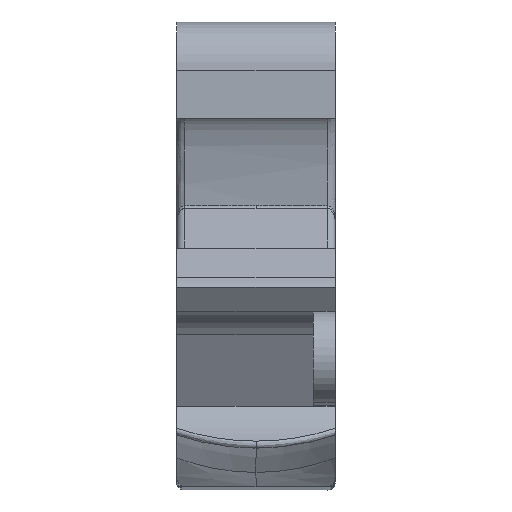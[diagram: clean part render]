
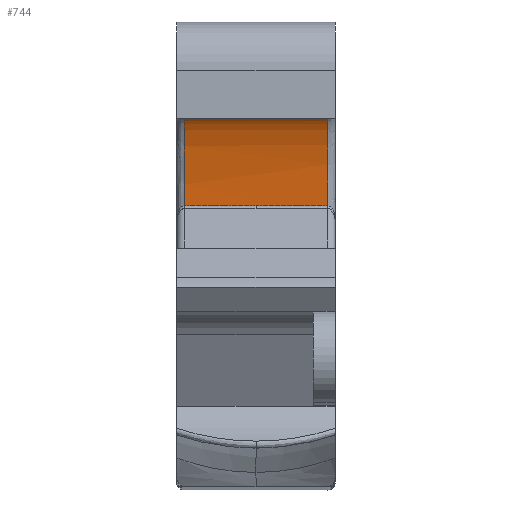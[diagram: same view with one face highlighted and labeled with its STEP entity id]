
A CAD part, top view. The second image highlights one B-rep face of the part: STEP entity #744.
In plain terms, the highlighted free-form (B-spline) face has degree [5, 1] with [16, 2] control points.
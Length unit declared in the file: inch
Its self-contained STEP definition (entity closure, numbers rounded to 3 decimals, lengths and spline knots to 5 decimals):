
#17=(
BOUNDED_SURFACE()
B_SPLINE_SURFACE(5,1,((#2748,#2749),(#2750,#2751),(#2752,#2753),(#2754,
#2755),(#2756,#2757),(#2758,#2759),(#2760,#2761),(#2762,#2763),(#2764,#2765),
(#2766,#2767),(#2768,#2769),(#2770,#2771),(#2772,#2773),(#2774,#2775),(#2776,
#2777),(#2778,#2779)),.UNSPECIFIED.,.F.,.F.,.F.)
B_SPLINE_SURFACE_WITH_KNOTS((6,1,1,1,1,1,1,1,1,1,1,6),(2,2),(0.27436,
0.33333,0.4,0.46667,0.53333,0.6,0.66667,
0.73333,0.8,0.86667,0.93333,1.),(-0.54356,
0.54356),.UNSPECIFIED.)
GEOMETRIC_REPRESENTATION_ITEM()
RATIONAL_B_SPLINE_SURFACE(((1.,1.),(1.,1.),(1.,1.),(1.,1.),(1.,1.),(1.,
1.),(1.,1.),(1.,1.),(1.,1.),(1.,1.),(1.,1.),(1.,1.),(1.,1.),(1.,1.),(1.,
1.),(1.,1.)))
REPRESENTATION_ITEM('')
SURFACE()
);
#76=LINE('',#2105,#125);
#94=LINE('',#2682,#143);
#125=VECTOR('',#877,0.3937);
#143=VECTOR('',#933,0.3937);
#199=FACE_OUTER_BOUND('',#243,.T.);
#243=EDGE_LOOP('',(#657,#658,#659,#660));
#272=B_SPLINE_CURVE_WITH_KNOTS('',3,(#2082,#2083,#2084,#2085,#2086,#2087,
#2088,#2089,#2090,#2091,#2092,#2093,#2094,#2095,#2096,#2097,#2098,#2099,
#2100,#2101,#2102),.UNSPECIFIED.,.F.,.F.,(4,1,1,1,1,1,1,1,1,1,1,1,1,1,1,
1,1,1,4),(0.,0.45713,0.91425,1.37138,1.82851,
2.74276,3.19989,3.65701,3.88558,4.11414,
4.3427,4.57127,4.79983,5.02839,5.48552,
5.94264,6.17121,6.28549,6.39977),
 .UNSPECIFIED.);
#277=B_SPLINE_CURVE_WITH_KNOTS('',3,(#2353,#2354,#2355,#2356,#2357,#2358,
#2359,#2360,#2361,#2362,#2363,#2364,#2365,#2366,#2367,#2368,#2369,#2370,
#2371,#2372,#2373),.UNSPECIFIED.,.F.,.F.,(4,1,1,1,1,1,1,1,1,1,1,1,1,1,1,
1,1,1,4),(-6.39977,-6.28549,-6.17121,-5.94264,
-5.48552,-5.02839,-4.79983,-4.57127,
-4.3427,-4.11414,-3.88558,-3.65701,
-3.19989,-2.74276,-1.82851,-1.37138,
-0.91425,-0.45713,0.),.UNSPECIFIED.);
#341=VERTEX_POINT('',#1956);
#342=VERTEX_POINT('',#2069);
#343=VERTEX_POINT('',#2104);
#347=VERTEX_POINT('',#2240);
#422=EDGE_CURVE('',#341,#342,#272,.T.);
#423=EDGE_CURVE('',#342,#343,#76,.T.);
#433=EDGE_CURVE('',#343,#347,#277,.T.);
#463=EDGE_CURVE('',#341,#347,#94,.T.);
#657=ORIENTED_EDGE('',*,*,#422,.F.);
#658=ORIENTED_EDGE('',*,*,#463,.T.);
#659=ORIENTED_EDGE('',*,*,#433,.F.);
#660=ORIENTED_EDGE('',*,*,#423,.F.);
#744=ADVANCED_FACE('',(#199),#17,.T.);
#877=DIRECTION('',(1.,0.,0.));
#933=DIRECTION('',(1.,0.,0.));
#1956=CARTESIAN_POINT('',(-0.194,2.7523,-2.38518));
#2069=CARTESIAN_POINT('',(-0.194,3.49592,-3.97768));
#2082=CARTESIAN_POINT('Ctrl Pts',(-0.194,2.7523,-2.38518));
#2083=CARTESIAN_POINT('Ctrl Pts',(-0.194,2.7109,-2.42542));
#2084=CARTESIAN_POINT('Ctrl Pts',(-0.194,2.64375,-2.52058));
#2085=CARTESIAN_POINT('Ctrl Pts',(-0.194,2.60579,-2.69272));
#2086=CARTESIAN_POINT('Ctrl Pts',(-0.194,2.59557,-2.87086));
#2087=CARTESIAN_POINT('Ctrl Pts',(-0.194,2.59375,-3.10963));
#2088=CARTESIAN_POINT('Ctrl Pts',(-0.194,2.59897,-3.34989));
#2089=CARTESIAN_POINT('Ctrl Pts',(-0.194,2.60904,-3.58679));
#2090=CARTESIAN_POINT('Ctrl Pts',(-0.194,2.62268,-3.73593));
#2091=CARTESIAN_POINT('Ctrl Pts',(-0.194,2.64682,-3.85071));
#2092=CARTESIAN_POINT('Ctrl Pts',(-0.194,2.67829,-3.9305));
#2093=CARTESIAN_POINT('Ctrl Pts',(-0.194,2.73356,-3.99218));
#2094=CARTESIAN_POINT('Ctrl Pts',(-0.194,2.81076,-4.02724));
#2095=CARTESIAN_POINT('Ctrl Pts',(-0.194,2.89606,-4.04466));
#2096=CARTESIAN_POINT('Ctrl Pts',(-0.194,3.0134,-4.05436));
#2097=CARTESIAN_POINT('Ctrl Pts',(-0.194,3.16202,-4.05117));
#2098=CARTESIAN_POINT('Ctrl Pts',(-0.194,3.30965,-4.03602));
#2099=CARTESIAN_POINT('Ctrl Pts',(-0.194,3.41097,-4.01568));
#2100=CARTESIAN_POINT('Ctrl Pts',(-0.194,3.46519,-3.9981));
#2101=CARTESIAN_POINT('Ctrl Pts',(-0.194,3.48843,-3.98516));
#2102=CARTESIAN_POINT('Ctrl Pts',(-0.194,3.49592,-3.97768));
#2104=CARTESIAN_POINT('',(0.194,3.49592,-3.97768));
#2105=CARTESIAN_POINT('',(0.,3.49592,-3.97768));
#2240=CARTESIAN_POINT('',(0.194,2.7523,-2.38518));
#2353=CARTESIAN_POINT('Ctrl Pts',(0.194,3.49592,-3.97768));
#2354=CARTESIAN_POINT('Ctrl Pts',(0.194,3.48843,-3.98516));
#2355=CARTESIAN_POINT('Ctrl Pts',(0.194,3.46519,-3.9981));
#2356=CARTESIAN_POINT('Ctrl Pts',(0.194,3.41097,-4.01568));
#2357=CARTESIAN_POINT('Ctrl Pts',(0.194,3.30965,-4.03602));
#2358=CARTESIAN_POINT('Ctrl Pts',(0.194,3.16202,-4.05117));
#2359=CARTESIAN_POINT('Ctrl Pts',(0.194,3.0134,-4.05436));
#2360=CARTESIAN_POINT('Ctrl Pts',(0.194,2.89606,-4.04466));
#2361=CARTESIAN_POINT('Ctrl Pts',(0.194,2.81076,-4.02724));
#2362=CARTESIAN_POINT('Ctrl Pts',(0.194,2.73356,-3.99218));
#2363=CARTESIAN_POINT('Ctrl Pts',(0.194,2.67829,-3.9305));
#2364=CARTESIAN_POINT('Ctrl Pts',(0.194,2.64682,-3.85071));
#2365=CARTESIAN_POINT('Ctrl Pts',(0.194,2.62268,-3.73593));
#2366=CARTESIAN_POINT('Ctrl Pts',(0.194,2.60904,-3.58679));
#2367=CARTESIAN_POINT('Ctrl Pts',(0.194,2.59897,-3.34989));
#2368=CARTESIAN_POINT('Ctrl Pts',(0.194,2.59375,-3.10963));
#2369=CARTESIAN_POINT('Ctrl Pts',(0.194,2.59557,-2.87086));
#2370=CARTESIAN_POINT('Ctrl Pts',(0.194,2.60579,-2.69272));
#2371=CARTESIAN_POINT('Ctrl Pts',(0.194,2.64375,-2.52058));
#2372=CARTESIAN_POINT('Ctrl Pts',(0.194,2.7109,-2.42542));
#2373=CARTESIAN_POINT('Ctrl Pts',(0.194,2.7523,-2.38518));
#2682=CARTESIAN_POINT('',(0.,2.7523,-2.38518));
#2748=CARTESIAN_POINT('Ctrl Pts',(0.214,2.7523,-2.38518));
#2749=CARTESIAN_POINT('Ctrl Pts',(-0.214,2.7523,-2.38518));
#2750=CARTESIAN_POINT('Ctrl Pts',(0.214,2.72306,-2.4136));
#2751=CARTESIAN_POINT('Ctrl Pts',(-0.214,2.72306,-2.4136));
#2752=CARTESIAN_POINT('Ctrl Pts',(0.214,2.66942,-2.47777));
#2753=CARTESIAN_POINT('Ctrl Pts',(-0.214,2.66942,-2.47777));
#2754=CARTESIAN_POINT('Ctrl Pts',(0.214,2.61623,-2.58863));
#2755=CARTESIAN_POINT('Ctrl Pts',(-0.214,2.61623,-2.58863));
#2756=CARTESIAN_POINT('Ctrl Pts',(0.214,2.59466,-2.77078));
#2757=CARTESIAN_POINT('Ctrl Pts',(-0.214,2.59466,-2.77078));
#2758=CARTESIAN_POINT('Ctrl Pts',(0.214,2.59234,-3.06088));
#2759=CARTESIAN_POINT('Ctrl Pts',(-0.214,2.59234,-3.06088));
#2760=CARTESIAN_POINT('Ctrl Pts',(0.214,2.59961,-3.38186));
#2761=CARTESIAN_POINT('Ctrl Pts',(-0.214,2.59961,-3.38186));
#2762=CARTESIAN_POINT('Ctrl Pts',(0.214,2.61045,-3.67612));
#2763=CARTESIAN_POINT('Ctrl Pts',(-0.214,2.61045,-3.67612));
#2764=CARTESIAN_POINT('Ctrl Pts',(0.214,2.64427,-3.89676));
#2765=CARTESIAN_POINT('Ctrl Pts',(-0.214,2.64427,-3.89676));
#2766=CARTESIAN_POINT('Ctrl Pts',(0.214,2.72478,-4.01518));
#2767=CARTESIAN_POINT('Ctrl Pts',(-0.214,2.72478,-4.01518));
#2768=CARTESIAN_POINT('Ctrl Pts',(0.214,2.90934,-4.05813));
#2769=CARTESIAN_POINT('Ctrl Pts',(-0.214,2.90934,-4.05813));
#2770=CARTESIAN_POINT('Ctrl Pts',(0.214,3.16607,-4.05578));
#2771=CARTESIAN_POINT('Ctrl Pts',(-0.214,3.16607,-4.05578));
#2772=CARTESIAN_POINT('Ctrl Pts',(0.214,3.35706,-4.03185));
#2773=CARTESIAN_POINT('Ctrl Pts',(-0.214,3.35706,-4.03185));
#2774=CARTESIAN_POINT('Ctrl Pts',(0.214,3.45117,-4.00703));
#2775=CARTESIAN_POINT('Ctrl Pts',(-0.214,3.45117,-4.00703));
#2776=CARTESIAN_POINT('Ctrl Pts',(0.214,3.4857,-3.98789));
#2777=CARTESIAN_POINT('Ctrl Pts',(-0.214,3.4857,-3.98789));
#2778=CARTESIAN_POINT('Ctrl Pts',(0.214,3.49592,-3.97768));
#2779=CARTESIAN_POINT('Ctrl Pts',(-0.214,3.49592,-3.97768));
